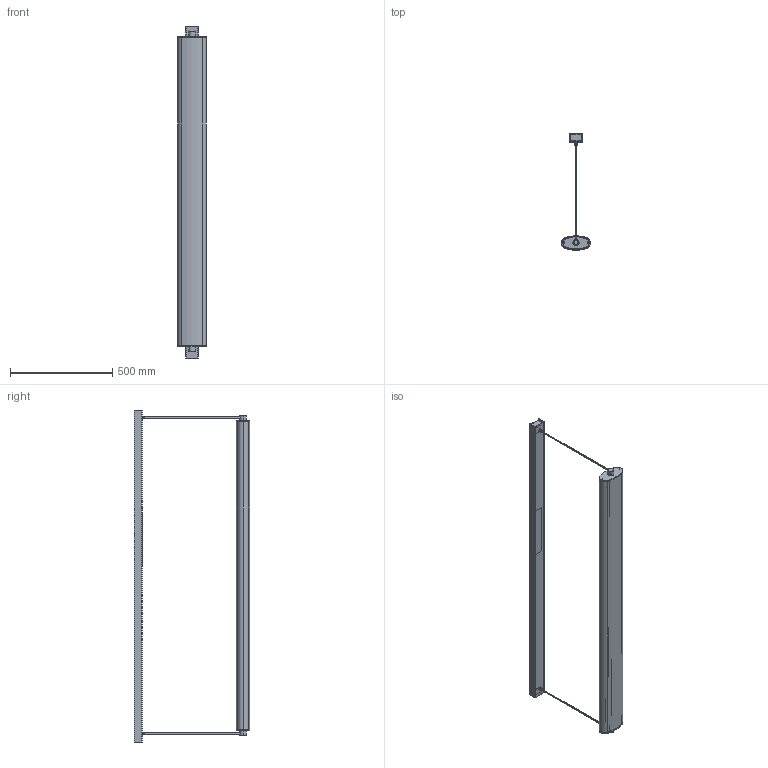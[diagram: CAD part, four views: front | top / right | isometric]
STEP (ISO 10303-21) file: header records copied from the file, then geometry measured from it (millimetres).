
FILE_DESCRIPTION (( 'STEP AP214' ), '1' );
FILE_NAME ('EX_TR_SOSP_1600.STEP', '2023-02-21T07:14:11', ( '' ), ( '' ), 'SwSTEP 2.0', 'SolidWorks 2014', '' );
FILE_SCHEMA (( 'AUTOMOTIVE_DESIGN' ));
Length unit declared in the file: millimetre
Products named in the file (85): grano EI M3x4; BLOCCACAVO STEAB ART 5100-7-11; grano EI M4x4_PUNTA_CONICA; 060PXL_006; dado M10_basso; LED_EA_STF128_24_9.6W; 060PXL_002; 048PXS_003.SLDDRW; TU_VR_002_A; 060PXL_004; 060PXL_005; CAVO_ALIM+CAVO_L2300; vite tc m4x10; 060PXL_003; 060PXL_010; 060PXL_001; 060PXL_008; grano EI M4x8; DRIVER_EAGLERISE_80W_DIMM; 060PXL_009; EX_TR_SOSP_1600; vite_tsp_TCroce_m4x6
Assembly tree (63 placements, depth 2):
  grano EI M3x4
  dado M10_basso
  LED_EA_STF128_24_9.6W
  048PXS_003.SLDDRW
  dado M10_basso
Bounding box: 140 x 565.99 x 1620 mm (x, y, z)
Volume: 3368679.6 mm3; surface area: 2076989.9 mm2
Topology: 63 solids, 63 shells, 2195 faces, 5157 edges, 3334 vertices
Faces by surface type: plane 1724, cylinder 309, cone 108, torus 50, sphere 4
Entity records: 19164 total; most frequent: CARTESIAN_POINT 3744, DIRECTION 3034, ORIENTED_EDGE 2686, EDGE_CURVE 1343, AXIS2_PLACEMENT_3D 1115, VERTEX_POINT 837, VECTOR 804, LINE 804
